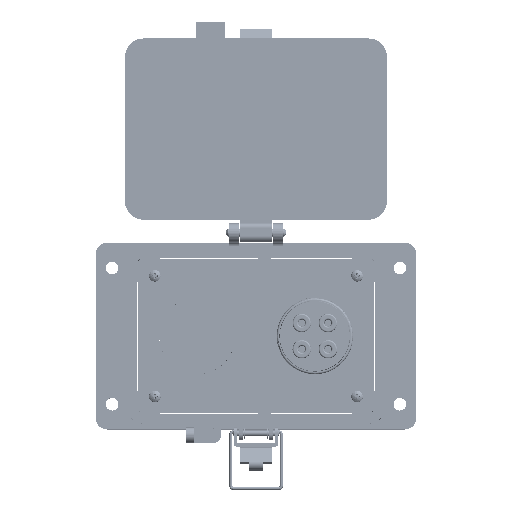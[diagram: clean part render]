
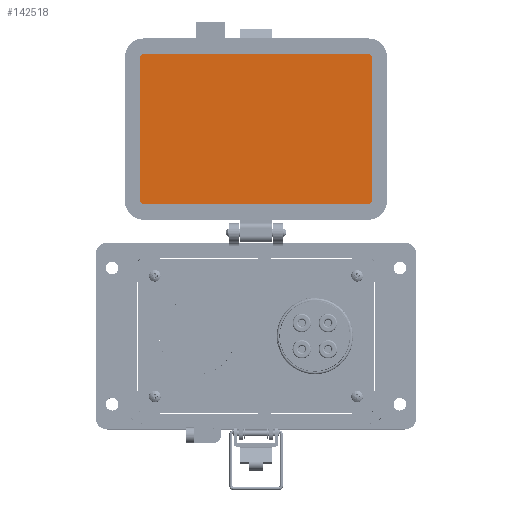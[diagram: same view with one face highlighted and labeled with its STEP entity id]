
A CAD part, top view. The second image highlights one B-rep face of the part: STEP entity #142518.
In plain terms, the highlighted planar face has unit normal (0, 0, 1).
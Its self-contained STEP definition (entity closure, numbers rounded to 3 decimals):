
#1066 = VECTOR ( 'NONE', #119911, 1000. ) ;
#1341 = VERTEX_POINT ( 'NONE', #7121 ) ;
#6456 = VERTEX_POINT ( 'NONE', #124082 ) ;
#7121 = CARTESIAN_POINT ( 'NONE',  ( 59.502, 69.55, 8.694 ) ) ;
#7718 = CARTESIAN_POINT ( 'NONE',  ( -57.72, 67.765, 8.694 ) ) ;
#9928 = VECTOR ( 'NONE', #23316, 1000. ) ;
#11183 = AXIS2_PLACEMENT_3D ( 'NONE', #147733, #44220, #90350 ) ;
#12549 = VERTEX_POINT ( 'NONE', #125565 ) ;
#12892 = CARTESIAN_POINT ( 'NONE',  ( 57.717, 69.55, 8.694 ) ) ;
#13795 = EDGE_CURVE ( 'NONE', #62917, #100182, #111295, .T. ) ;
#14761 = CARTESIAN_POINT ( 'NONE',  ( 57.717, 67.765, 8.694 ) ) ;
#21445 = DIRECTION ( 'NONE',  ( 0., 0., -1. ) ) ;
#22026 = CIRCLE ( 'NONE', #106479, 1.785 ) ;
#22084 = AXIS2_PLACEMENT_3D ( 'NONE', #12892, #59026, #105119 ) ;
#23316 = DIRECTION ( 'NONE',  ( 0., -1., 0. ) ) ;
#25008 = CARTESIAN_POINT ( 'NONE',  ( -57.72, 67.765, 8.694 ) ) ;
#27734 = LINE ( 'NONE', #73835, #1066 ) ;
#30445 = ORIENTED_EDGE ( 'NONE', *, *, #59193, .F. ) ;
#33453 = CARTESIAN_POINT ( 'NONE',  ( -30.745, 145.119, 8.694 ) ) ;
#36774 = CARTESIAN_POINT ( 'NONE',  ( -57.72, 143.334, 8.694 ) ) ;
#44220 = DIRECTION ( 'NONE',  ( 0., 0., -1. ) ) ;
#52646 = CIRCLE ( 'NONE', #137085, 1.785 ) ;
#53290 = LINE ( 'NONE', #99394, #61741 ) ;
#53666 = EDGE_CURVE ( 'NONE', #1341, #62917, #123519, .T. ) ;
#53873 = DIRECTION ( 'NONE',  ( -1., 0., 0. ) ) ;
#59026 = DIRECTION ( 'NONE',  ( 0., 0., -1. ) ) ;
#59193 = EDGE_CURVE ( 'NONE', #89473, #1341, #80759, .T. ) ;
#61741 = VECTOR ( 'NONE', #145455, 1000. ) ;
#61991 = ORIENTED_EDGE ( 'NONE', *, *, #53666, .F. ) ;
#62917 = VERTEX_POINT ( 'NONE', #14761 ) ;
#64356 = ORIENTED_EDGE ( 'NONE', *, *, #131927, .F. ) ;
#67538 = DIRECTION ( 'NONE',  ( 0., -1., 0. ) ) ;
#69105 = CARTESIAN_POINT ( 'NONE',  ( -59.505, 69.55, 8.694 ) ) ;
#73835 = CARTESIAN_POINT ( 'NONE',  ( 57.717, 145.119, 8.694 ) ) ;
#75699 = CARTESIAN_POINT ( 'NONE',  ( 57.717, 145.119, 8.694 ) ) ;
#79029 = EDGE_CURVE ( 'NONE', #12549, #114232, #27734, .T. ) ;
#79567 = DIRECTION ( 'NONE',  ( 0., 0., 1. ) ) ;
#80759 = LINE ( 'NONE', #126824, #9928 ) ;
#82163 = EDGE_CURVE ( 'NONE', #110662, #6456, #53290, .T. ) ;
#82864 = DIRECTION ( 'NONE',  ( 0., 0., -1. ) ) ;
#89473 = VERTEX_POINT ( 'NONE', #147966 ) ;
#90257 = CARTESIAN_POINT ( 'NONE',  ( -57.72, 69.55, 8.694 ) ) ;
#90350 = DIRECTION ( 'NONE',  ( 0., -1., 0. ) ) ;
#90454 = ORIENTED_EDGE ( 'NONE', *, *, #79029, .F. ) ;
#90906 = FACE_OUTER_BOUND ( 'NONE', #118270, .T. ) ;
#92829 = EDGE_CURVE ( 'NONE', #114232, #89473, #141501, .T. ) ;
#98706 = ORIENTED_EDGE ( 'NONE', *, *, #13795, .F. ) ;
#99394 = CARTESIAN_POINT ( 'NONE',  ( -59.505, 143.334, 8.694 ) ) ;
#100182 = VERTEX_POINT ( 'NONE', #25008 ) ;
#105119 = DIRECTION ( 'NONE',  ( 0., -1., 0. ) ) ;
#106479 = AXIS2_PLACEMENT_3D ( 'NONE', #90257, #21445, #67538 ) ;
#110662 = VERTEX_POINT ( 'NONE', #69105 ) ;
#111295 = LINE ( 'NONE', #7718, #112617 ) ;
#112617 = VECTOR ( 'NONE', #53873, 1000. ) ;
#114232 = VERTEX_POINT ( 'NONE', #75699 ) ;
#114254 = ORIENTED_EDGE ( 'NONE', *, *, #92829, .F. ) ;
#118270 = EDGE_LOOP ( 'NONE', ( #125494, #132041, #64356, #98706, #61991, #30445, #114254, #90454 ) ) ;
#119911 = DIRECTION ( 'NONE',  ( 1., 0., 0. ) ) ;
#123519 = CIRCLE ( 'NONE', #22084, 1.785 ) ;
#124082 = CARTESIAN_POINT ( 'NONE',  ( -59.505, 143.334, 8.694 ) ) ;
#125494 = ORIENTED_EDGE ( 'NONE', *, *, #138856, .F. ) ;
#125565 = CARTESIAN_POINT ( 'NONE',  ( -57.72, 145.119, 8.694 ) ) ;
#125647 = DIRECTION ( 'NONE',  ( 0., -1., 0. ) ) ;
#126824 = CARTESIAN_POINT ( 'NONE',  ( 59.502, 69.55, 8.694 ) ) ;
#128937 = DIRECTION ( 'NONE',  ( 0., -1., 0. ) ) ;
#131927 = EDGE_CURVE ( 'NONE', #100182, #110662, #22026, .T. ) ;
#132041 = ORIENTED_EDGE ( 'NONE', *, *, #82163, .F. ) ;
#136961 = PLANE ( 'NONE',  #149479 ) ;
#137085 = AXIS2_PLACEMENT_3D ( 'NONE', #36774, #82864, #128937 ) ;
#138856 = EDGE_CURVE ( 'NONE', #6456, #12549, #52646, .T. ) ;
#141501 = CIRCLE ( 'NONE', #11183, 1.785 ) ;
#142518 = ADVANCED_FACE ( 'NONE', ( #90906 ), #136961, .T. ) ;
#145455 = DIRECTION ( 'NONE',  ( 0., 1., 0. ) ) ;
#147733 = CARTESIAN_POINT ( 'NONE',  ( 57.717, 143.334, 8.694 ) ) ;
#147966 = CARTESIAN_POINT ( 'NONE',  ( 59.502, 143.334, 8.694 ) ) ;
#149479 = AXIS2_PLACEMENT_3D ( 'NONE', #33453, #79567, #125647 ) ;
